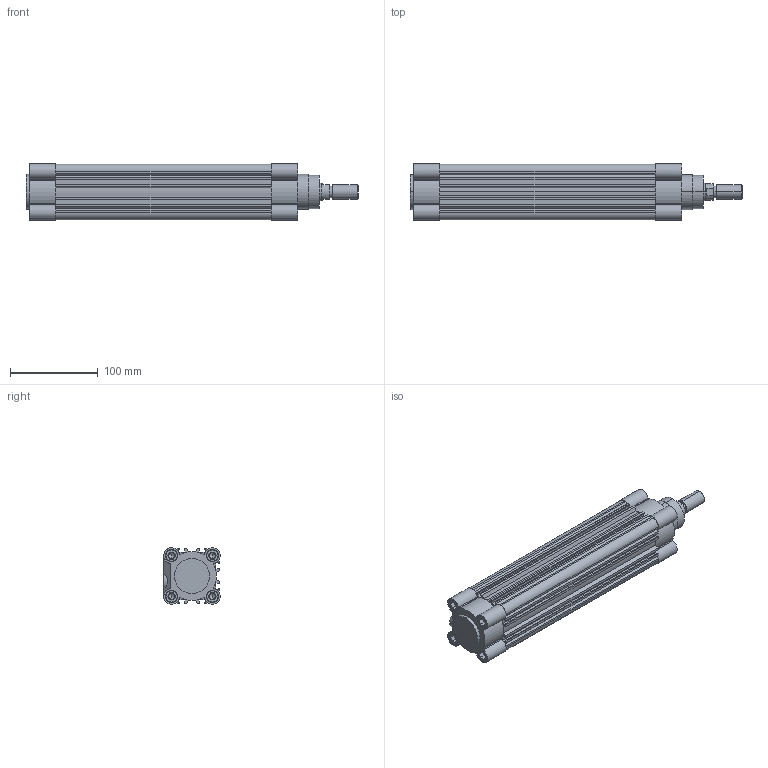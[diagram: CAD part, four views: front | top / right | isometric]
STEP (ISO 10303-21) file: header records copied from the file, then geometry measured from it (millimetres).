
FILE_DESCRIPTION (( 'STEP AP203' ), '1' );
FILE_NAME ('G50M200MD-MC.step', '2016-02-17T20:00:36', ( '' ), ( '' ), 'SwSTEP 2.0', 'SolidWorks 2015', '' );
FILE_SCHEMA (( 'CONFIG_CONTROL_DESIGN' ));
Length unit declared in the file: inch
Products named in the file (5): _50-HL; _50-200-90.5-B; _50121-HR; G50M200MD-MC; _50121200-R
Assembly tree (4 placements, depth 2):
  G50M200MD-MC
    _50-HL
    _50-200-90.5-B
    _50121-HR
    _50121200-R
Bounding box: 379 x 64.5 x 64.5 mm (x, y, z)
Volume: 793940.2 mm3; surface area: 213596.6 mm2
Topology: 4 solids, 4 shells, 418 faces, 1049 edges, 656 vertices
Faces by surface type: plane 236, cylinder 138, cone 44
Entity records: 12838 total; most frequent: DIRECTION 2209, CARTESIAN_POINT 2140, ORIENTED_EDGE 2058, EDGE_CURVE 1029, AXIS2_PLACEMENT_3D 765, VECTOR 679, LINE 679, VERTEX_POINT 656
